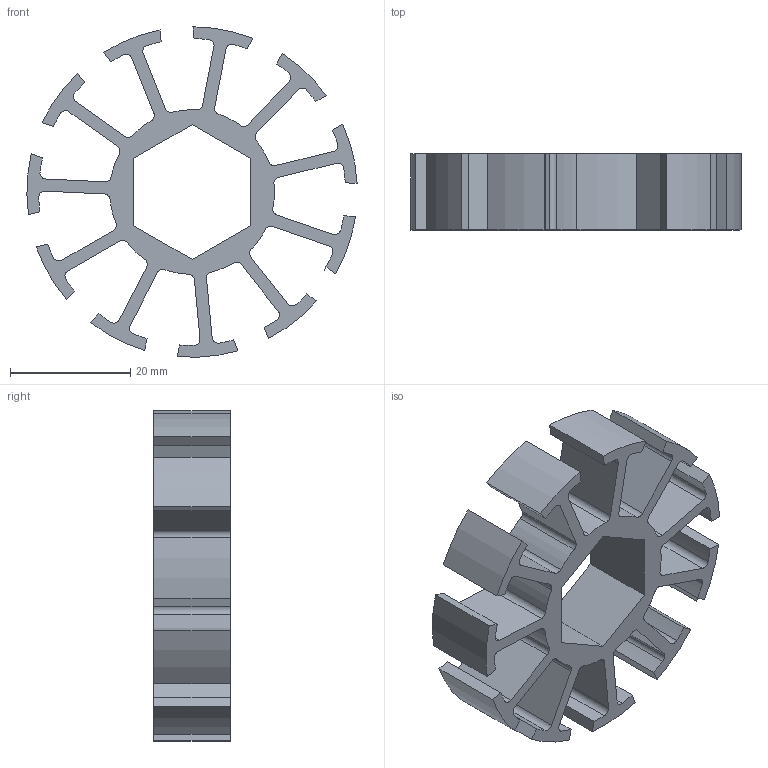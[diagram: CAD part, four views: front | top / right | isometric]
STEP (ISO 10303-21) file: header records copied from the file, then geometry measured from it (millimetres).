
FILE_DESCRIPTION(('STEP AP203'), '1');
FILE_NAME('肬', '', ('UNSPECIFIED'), ('UNSPECIFIED'), 'C3D Converter', 'C3D Toolkit', '');
FILE_SCHEMA(('CONFIG_CONTROL_DESIGN'));
Length unit declared in the file: millimetre
Bounding box: 54.96 x 12.65 x 54.98 mm (x, y, z)
Volume: 9432 mm3; surface area: 9178 mm2
Topology: 1 solids, 1 shells, 141 faces, 417 edges, 279 vertices
Faces by surface type: cylinder 89, bspline 52
Entity records: 5960 total; most frequent: CARTESIAN_POINT 994, ORIENTED_EDGE 834, DIRECTION 775, EDGE_CURVE 417, VERTEX_POINT 278, AXIS2_PLACEMENT_3D 268, LINE 239, VECTOR 239
